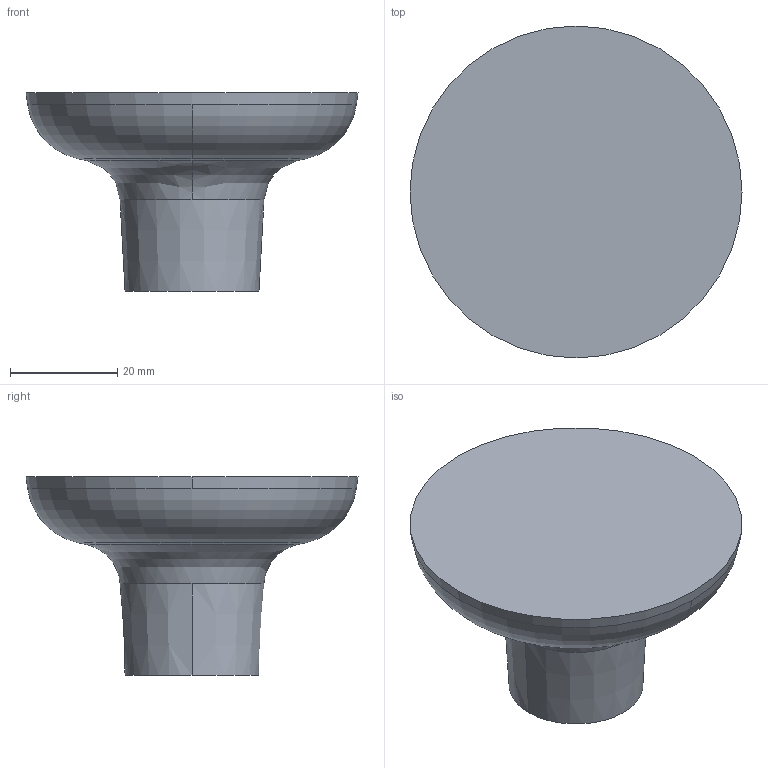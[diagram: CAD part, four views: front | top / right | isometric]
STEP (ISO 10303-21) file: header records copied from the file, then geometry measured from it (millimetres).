
FILE_DESCRIPTION((''),'2;1');
FILE_NAME('3d_8LB6BP07.stp','2012-10-02T14:09:29',(''),(''),'Mechanical Desktop 2011','Mechanical Desktop 2011',', , ');
FILE_SCHEMA(('CONFIG_CONTROL_DESIGN'));
Length unit declared in the file: millimetre
Products named in the file (1): Product
Bounding box: 62 x 62 x 37 mm (x, y, z)
Volume: 46431.5 mm3; surface area: 9061.8 mm2
Topology: 1 solids, 1 shells, 12 faces, 30 edges, 20 vertices
Faces by surface type: cone 6, torus 2, bspline 2, plane 2
Entity records: 553 total; most frequent: CARTESIAN_POINT 151, DIRECTION 76, ORIENTED_EDGE 60, AXIS2_PLACEMENT_3D 35, EDGE_CURVE 30, CIRCLE 24, VERTEX_POINT 20, EDGE_LOOP 12
